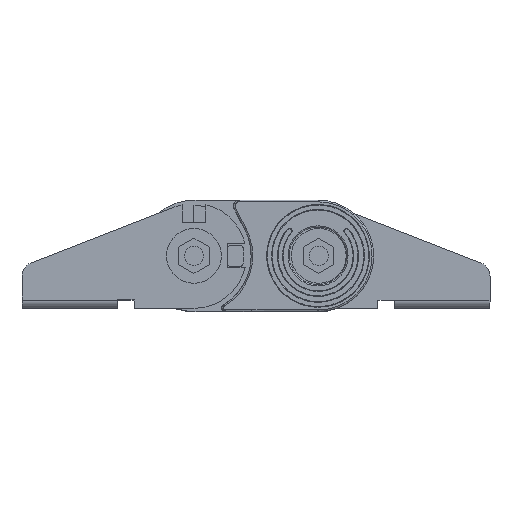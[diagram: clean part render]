
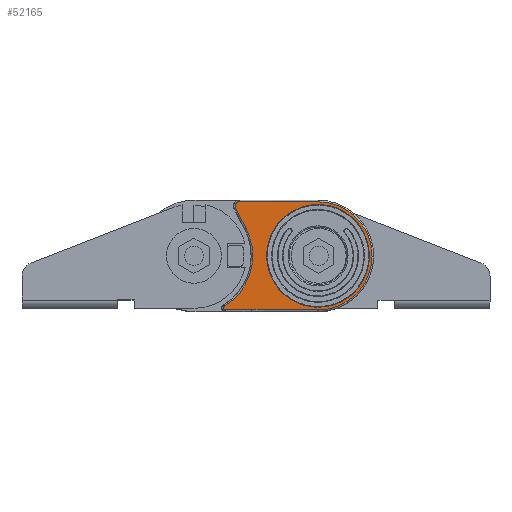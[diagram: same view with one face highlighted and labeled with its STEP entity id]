
A CAD part, top view. The second image highlights one B-rep face of the part: STEP entity #52165.
In plain terms, the highlighted planar face has unit normal (0, 0, 1).
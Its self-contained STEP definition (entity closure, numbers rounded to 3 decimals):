
#12 = CIRCLE ( 'NONE', #12330, 24.645 ) ;
#209 = CARTESIAN_POINT ( 'NONE',  ( -176.361, 22.591, 184.883 ) ) ;
#895 = LINE ( 'NONE', #28128, #4071 ) ;
#1241 = DIRECTION ( 'NONE',  ( 0.46, -0.888, 0. ) ) ;
#1385 = VERTEX_POINT ( 'NONE', #18696 ) ;
#1754 = ORIENTED_EDGE ( 'NONE', *, *, #14880, .T. ) ;
#3011 = CARTESIAN_POINT ( 'NONE',  ( -182.219, -21.209, 184.883 ) ) ;
#3318 = CARTESIAN_POINT ( 'NONE',  ( -177.558, 22.19, 184.883 ) ) ;
#3559 = LINE ( 'NONE', #25338, #28238 ) ;
#4071 = VECTOR ( 'NONE', #48491, 1000. ) ;
#5508 = CARTESIAN_POINT ( 'NONE',  ( -185.427, -22.704, 184.883 ) ) ;
#7112 = CARTESIAN_POINT ( 'NONE',  ( -170.972, -22.704, 184.883 ) ) ;
#7149 = DIRECTION ( 'NONE',  ( -1., 0., 0. ) ) ;
#7274 = VERTEX_POINT ( 'NONE', #45115 ) ;
#7416 = CARTESIAN_POINT ( 'NONE',  ( -177.451, 19.9, 184.883 ) ) ;
#9251 = AXIS2_PLACEMENT_3D ( 'NONE', #22910, #14777, #27126 ) ;
#9359 = VERTEX_POINT ( 'NONE', #47637 ) ;
#9393 = EDGE_CURVE ( 'NONE', #7274, #16133, #50364, .T. ) ;
#9404 = CIRCLE ( 'NONE', #48045, 21.503 ) ;
#9748 = DIRECTION ( 'NONE',  ( -1., 0., 0. ) ) ;
#10224 = CARTESIAN_POINT ( 'NONE',  ( -143.187, -22.704, 184.883 ) ) ;
#10557 = VECTOR ( 'NONE', #50247, 1000. ) ;
#10876 = VERTEX_POINT ( 'NONE', #10224 ) ;
#11194 = CARTESIAN_POINT ( 'NONE',  ( -182.078, -21.124, 184.883 ) ) ;
#11702 = VERTEX_POINT ( 'NONE', #209 ) ;
#11745 = VECTOR ( 'NONE', #7149, 1000. ) ;
#11892 = ORIENTED_EDGE ( 'NONE', *, *, #9393, .T. ) ;
#12330 = AXIS2_PLACEMENT_3D ( 'NONE', #42975, #18764, #42455 ) ;
#12565 = CARTESIAN_POINT ( 'NONE',  ( -142.971, -22.705, 184.883 ) ) ;
#12574 = CARTESIAN_POINT ( 'NONE',  ( -142.864, -22.706, 184.883 ) ) ;
#12917 = CARTESIAN_POINT ( 'NONE',  ( -143.187, -22.704, 184.883 ) ) ;
#14253 = DIRECTION ( 'NONE',  ( -1., 0., 0. ) ) ;
#14777 = DIRECTION ( 'NONE',  ( 0., 0., 1. ) ) ;
#14880 = EDGE_CURVE ( 'NONE', #18158, #9359, #38674, .T. ) ;
#14966 = PLANE ( 'NONE',  #36463 ) ;
#15201 = CARTESIAN_POINT ( 'NONE',  ( -176.361, 22.591, 184.883 ) ) ;
#15252 = CARTESIAN_POINT ( 'NONE',  ( -182.447, -22.277, 184.883 ) ) ;
#15357 = AXIS2_PLACEMENT_3D ( 'NONE', #37829, #21588, #9748 ) ;
#16112 = EDGE_CURVE ( 'NONE', #33691, #7274, #12, .T. ) ;
#16133 = VERTEX_POINT ( 'NONE', #47627 ) ;
#16187 = VERTEX_POINT ( 'NONE', #7112 ) ;
#16436 = EDGE_CURVE ( 'NONE', #10876, #18158, #35592, .T. ) ;
#18156 = ORIENTED_EDGE ( 'NONE', *, *, #16112, .T. ) ;
#18158 = VERTEX_POINT ( 'NONE', #12574 ) ;
#18696 = CARTESIAN_POINT ( 'NONE',  ( -170.97, -22.724, 184.883 ) ) ;
#18764 = DIRECTION ( 'NONE',  ( 0., 0., -1. ) ) ;
#19305 = CARTESIAN_POINT ( 'NONE',  ( -182.26, -22.547, 184.883 ) ) ;
#20379 = EDGE_CURVE ( 'NONE', #1385, #16187, #47845, .T. ) ;
#20745 = FACE_OUTER_BOUND ( 'NONE', #23207, .T. ) ;
#21332 = EDGE_CURVE ( 'NONE', #16133, #1385, #895, .T. ) ;
#21588 = DIRECTION ( 'NONE',  ( 0., 0., -1. ) ) ;
#22406 = EDGE_CURVE ( 'NONE', #37262, #24768, #33089, .T. ) ;
#22910 = CARTESIAN_POINT ( 'NONE',  ( -142.865, -0.056, 184.883 ) ) ;
#23158 = VECTOR ( 'NONE', #42072, 1000. ) ;
#23207 = EDGE_LOOP ( 'NONE', ( #51656, #42393, #44691, #18156, #11892, #51581, #46314, #50533, #24005, #1754 ) ) ;
#23388 = CARTESIAN_POINT ( 'NONE',  ( -182.131, -22.655, 184.883 ) ) ;
#23804 = ORIENTED_EDGE ( 'NONE', *, *, #51760, .T. ) ;
#24005 = ORIENTED_EDGE ( 'NONE', *, *, #16436, .T. ) ;
#24768 = VERTEX_POINT ( 'NONE', #33401 ) ;
#25338 = CARTESIAN_POINT ( 'NONE',  ( -159.445, -14.876, 184.883 ) ) ;
#26072 =( BOUNDED_CURVE ( )  B_SPLINE_CURVE ( 3, ( #15201, #3318, #43658, #7416 ),
 .UNSPECIFIED., .F., .T. ) 
 B_SPLINE_CURVE_WITH_KNOTS ( ( 4, 4 ),
 ( 2.441, 4.166 ),
 .UNSPECIFIED. ) 
 CURVE ( )  GEOMETRIC_REPRESENTATION_ITEM ( )  RATIONAL_B_SPLINE_CURVE ( ( 1., 0.767, 0.767, 1. ) ) 
 REPRESENTATION_ITEM ( '' )  );
#27126 = DIRECTION ( 'NONE',  ( -1., 0., 0. ) ) ;
#28128 = CARTESIAN_POINT ( 'NONE',  ( -174.038, -22.724, 184.883 ) ) ;
#28238 = VECTOR ( 'NONE', #1241, 1000. ) ;
#29546 = FACE_BOUND ( 'NONE', #46877, .T. ) ;
#29586 = CARTESIAN_POINT ( 'NONE',  ( -173.193, 11.676, 184.883 ) ) ;
#30316 = DIRECTION ( 'NONE',  ( 0., 0., 1. ) ) ;
#31290 = CARTESIAN_POINT ( 'NONE',  ( -182.487, -21.623, 184.883 ) ) ;
#31462 = CARTESIAN_POINT ( 'NONE',  ( -182.502, -22.117, 184.883 ) ) ;
#32303 = DIRECTION ( 'NONE',  ( 0., 0., -1. ) ) ;
#32688 = CARTESIAN_POINT ( 'NONE',  ( -143.079, -22.704, 184.883 ) ) ;
#33089 = CIRCLE ( 'NONE', #15357, 21.503 ) ;
#33401 = CARTESIAN_POINT ( 'NONE',  ( -164.368, -0.056, 184.883 ) ) ;
#33691 = VERTEX_POINT ( 'NONE', #29586 ) ;
#34965 = EDGE_CURVE ( 'NONE', #16187, #10876, #42801, .T. ) ;
#35545 = CARTESIAN_POINT ( 'NONE',  ( -182.334, -21.332, 184.883 ) ) ;
#35592 = B_SPLINE_CURVE_WITH_KNOTS ( 'NONE', 3,
 ( #12917, #32688, #12565, #40831 ),
 .UNSPECIFIED., .F., .F.,
 ( 4, 4 ),
 ( 0., 0. ),
 .UNSPECIFIED. ) ;
#36260 = EDGE_CURVE ( 'NONE', #9359, #11702, #41434, .T. ) ;
#36374 = CARTESIAN_POINT ( 'NONE',  ( -142.865, -0.056, 184.883 ) ) ;
#36463 = AXIS2_PLACEMENT_3D ( 'NONE', #38454, #30316, #14253 ) ;
#36975 = CARTESIAN_POINT ( 'NONE',  ( -170.883, -23.494, 184.883 ) ) ;
#37262 = VERTEX_POINT ( 'NONE', #39562 ) ;
#37829 = CARTESIAN_POINT ( 'NONE',  ( -142.865, -0.056, 184.883 ) ) ;
#38153 = VERTEX_POINT ( 'NONE', #41769 ) ;
#38454 = CARTESIAN_POINT ( 'NONE',  ( -185.427, -28.169, 184.883 ) ) ;
#38674 = CIRCLE ( 'NONE', #9251, 22.65 ) ;
#39469 = CARTESIAN_POINT ( 'NONE',  ( -182.522, -21.789, 184.883 ) ) ;
#39562 = CARTESIAN_POINT ( 'NONE',  ( -121.361, -0.056, 184.883 ) ) ;
#39948 = DIRECTION ( 'NONE',  ( -1., 0., 0. ) ) ;
#40285 = ORIENTED_EDGE ( 'NONE', *, *, #22406, .T. ) ;
#40831 = CARTESIAN_POINT ( 'NONE',  ( -142.864, -22.706, 184.883 ) ) ;
#41359 = EDGE_CURVE ( 'NONE', #11702, #38153, #26072, .T. ) ;
#41434 = LINE ( 'NONE', #42831, #11745 ) ;
#41769 = CARTESIAN_POINT ( 'NONE',  ( -177.451, 19.9, 184.883 ) ) ;
#42072 = DIRECTION ( 'NONE',  ( -0.112, 0.994, 0. ) ) ;
#42393 = ORIENTED_EDGE ( 'NONE', *, *, #41359, .T. ) ;
#42455 = DIRECTION ( 'NONE',  ( -1., 0., 0. ) ) ;
#42801 = LINE ( 'NONE', #5508, #10557 ) ;
#42831 = CARTESIAN_POINT ( 'NONE',  ( -186.433, 22.591, 184.883 ) ) ;
#42975 = CARTESIAN_POINT ( 'NONE',  ( -194.867, -0.056, 184.883 ) ) ;
#43658 = CARTESIAN_POINT ( 'NONE',  ( -178.032, 21.021, 184.883 ) ) ;
#44691 = ORIENTED_EDGE ( 'NONE', *, *, #46352, .T. ) ;
#45115 = CARTESIAN_POINT ( 'NONE',  ( -182.078, -21.124, 184.883 ) ) ;
#46314 = ORIENTED_EDGE ( 'NONE', *, *, #20379, .T. ) ;
#46352 = EDGE_CURVE ( 'NONE', #38153, #33691, #3559, .T. ) ;
#46877 = EDGE_LOOP ( 'NONE', ( #23804, #40285 ) ) ;
#47627 = CARTESIAN_POINT ( 'NONE',  ( -181.978, -22.724, 184.883 ) ) ;
#47637 = CARTESIAN_POINT ( 'NONE',  ( -142.505, 22.591, 184.883 ) ) ;
#47845 = LINE ( 'NONE', #36975, #23158 ) ;
#48045 = AXIS2_PLACEMENT_3D ( 'NONE', #36374, #32303, #39948 ) ;
#48491 = DIRECTION ( 'NONE',  ( 1., 0., 0. ) ) ;
#50247 = DIRECTION ( 'NONE',  ( 1., 0., 0. ) ) ;
#50364 = B_SPLINE_CURVE_WITH_KNOTS ( 'NONE', 3,
 ( #11194, #3011, #35545, #31290, #39469, #31462, #15252, #19305, #23388, #51682 ),
 .UNSPECIFIED., .F., .F.,
 ( 4, 2, 2, 2, 4 ),
 ( 0., 0.25, 0.5, 0.75, 1. ),
 .UNSPECIFIED. ) ;
#50533 = ORIENTED_EDGE ( 'NONE', *, *, #34965, .T. ) ;
#51581 = ORIENTED_EDGE ( 'NONE', *, *, #21332, .T. ) ;
#51656 = ORIENTED_EDGE ( 'NONE', *, *, #36260, .T. ) ;
#51682 = CARTESIAN_POINT ( 'NONE',  ( -181.978, -22.724, 184.883 ) ) ;
#51760 = EDGE_CURVE ( 'NONE', #24768, #37262, #9404, .T. ) ;
#52165 = ADVANCED_FACE ( 'NONE', ( #20745, #29546 ), #14966, .T. ) ;
